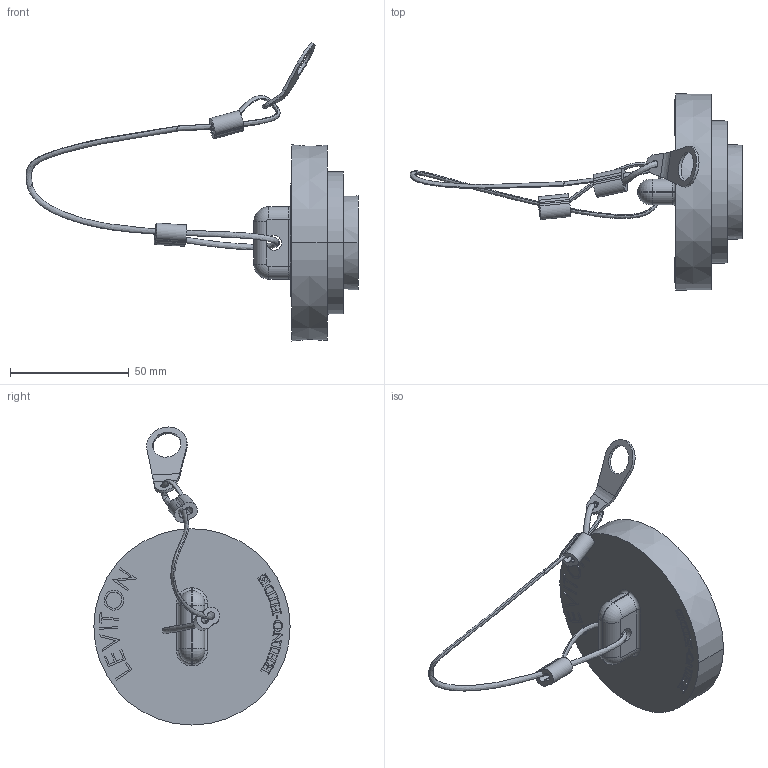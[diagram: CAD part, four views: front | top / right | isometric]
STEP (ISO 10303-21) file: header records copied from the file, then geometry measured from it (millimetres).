
FILE_DESCRIPTION (( 'STEP AP214' ), '1' );
FILE_NAME ('ORC5627-M01.STEP', '2024-11-11T21:20:51', ( '' ), ( '' ), 'SwSTEP 2.0', 'SolidWorks 2024', '' );
FILE_SCHEMA (( 'AUTOMOTIVE_DESIGN' ));
Length unit declared in the file: inch
Products named in the file (1): ORC5627-M01
Bounding box: 139.61 x 82.55 x 125.35 mm (x, y, z)
Volume: 91083.9 mm3; surface area: 26946 mm2
Topology: 5 solids, 5 shells, 420 faces, 1126 edges, 742 vertices
Faces by surface type: plane 238, bspline 106, cylinder 58, cone 10, torus 8
Entity records: 18505 total; most frequent: CARTESIAN_POINT 8513, ORIENTED_EDGE 2252, DIRECTION 1679, EDGE_CURVE 1126, VECTOR 769, LINE 769, VERTEX_POINT 742, EDGE_LOOP 456
